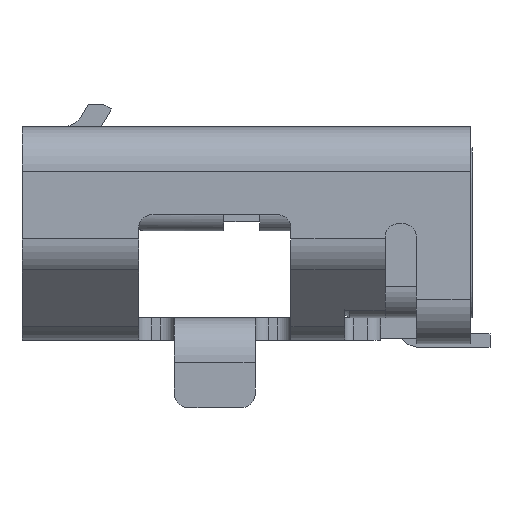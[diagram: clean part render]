
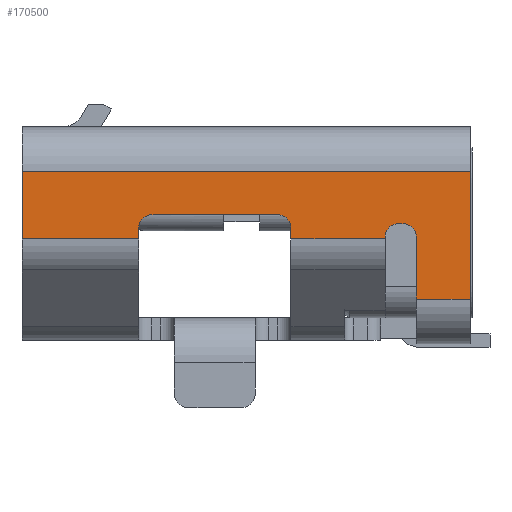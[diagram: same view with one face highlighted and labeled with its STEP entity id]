
A CAD part, left-side view. The second image highlights one B-rep face of the part: STEP entity #170500.
In plain terms, the highlighted planar face has unit normal (-1, 0, 0).
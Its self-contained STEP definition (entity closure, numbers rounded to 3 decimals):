
#164470=CARTESIAN_POINT('',(-3.7,-0.5,
-0.075));
#164480=VERTEX_POINT('',#164470);
#164510=CARTESIAN_POINT('',(-3.7,-0.5,
0.044));
#164520=DIRECTION('',(0.,0.,-1.));
#164530=VECTOR('',#164520,0.119);
#164540=LINE('',#164510,#164530);
#164550=CARTESIAN_POINT('',(-3.7,-0.5,
0.044));
#164560=VERTEX_POINT('',#164550);
#164570=EDGE_CURVE('',#164560,#164480,#164540,.T.);
#164750=CARTESIAN_POINT('',(-3.7,-0.65,
-0.075));
#164760=DIRECTION('',(1.,0.,0.));
#164770=DIRECTION('',(0.,0.,-1.));
#164780=AXIS2_PLACEMENT_3D('',#164750,#164760,#164770);
#164790=CIRCLE('',#164780,0.15);
#164800=CARTESIAN_POINT('',(-3.7,-0.65,-0.225)
);
#164810=VERTEX_POINT('',#164800);
#164820=EDGE_CURVE('',#164810,#164480,#164790,.T.);
#167120=CARTESIAN_POINT('',(-3.7,-3.5,-0.705))
;
#167130=VERTEX_POINT('',#167120);
#167160=CARTESIAN_POINT('',(-3.7,-3.5,-0.63));
#167170=DIRECTION('',(0.,0.,1.));
#167180=VECTOR('',#167170,1.);
#167190=LINE('',#167160,#167180);
#167200=CARTESIAN_POINT('',(-3.7,-3.5,
0.044));
#167210=VERTEX_POINT('',#167200);
#167220=EDGE_CURVE('',#167130,#167210,#167190,.T.);
#168360=CARTESIAN_POINT('',(-3.7,1.5,-0.705));
#168370=VERTEX_POINT('',#168360);
#168400=CARTESIAN_POINT('',(-3.7,-3.5,-0.705))
;
#168410=DIRECTION('',(0.,1.,0.));
#168420=VECTOR('',#168410,1.);
#168430=LINE('',#168400,#168420);
#168440=EDGE_CURVE('',#167130,#168370,#168430,.T.);
#169440=CARTESIAN_POINT('',(-3.7,-3.5,
0.044));
#169450=DIRECTION('',(1.,-0.,0.));
#169460=DIRECTION('',(0.,0.,-1.));
#169470=AXIS2_PLACEMENT_3D('',#169440,#169450,#169460);
#169480=PLANE('',#169470);
#169490=ORIENTED_EDGE('',*,*,#164820,.T.);
#169500=CARTESIAN_POINT('',(-3.7,-0.65,-0.225)
);
#169510=DIRECTION('',(0.,-1.,0.));
#169520=VECTOR('',#169510,1.4);
#169530=LINE('',#169500,#169520);
#169540=CARTESIAN_POINT('',(-3.7,-2.05,-0.225))
;
#169550=VERTEX_POINT('',#169540);
#169560=EDGE_CURVE('',#164810,#169550,#169530,.T.);
#169570=ORIENTED_EDGE('',*,*,#169560,.F.);
#169580=CARTESIAN_POINT('',(-3.7,-2.05,
-0.075));
#169590=DIRECTION('',(1.,0.,0.));
#169600=DIRECTION('',(0.,-1.,0.));
#169610=AXIS2_PLACEMENT_3D('',#169580,#169590,#169600);
#169620=CIRCLE('',#169610,0.15);
#169630=CARTESIAN_POINT('',(-3.7,-2.2,
-0.075));
#169640=VERTEX_POINT('',#169630);
#169650=EDGE_CURVE('',#169640,#169550,#169620,.T.);
#169660=ORIENTED_EDGE('',*,*,#169650,.T.);
#169670=CARTESIAN_POINT('',(-3.7,-2.2,
0.044));
#169680=DIRECTION('',(0.,0.,-1.));
#169690=VECTOR('',#169680,0.119);
#169700=LINE('',#169670,#169690);
#169710=CARTESIAN_POINT('',(-3.7,-2.2,
0.044));
#169720=VERTEX_POINT('',#169710);
#169730=EDGE_CURVE('',#169720,#169640,#169700,.T.);
#169740=ORIENTED_EDGE('',*,*,#169730,.T.);
#169750=CARTESIAN_POINT('',(-3.7,-3.5,
0.044));
#169760=DIRECTION('',(0.,1.,0.));
#169770=VECTOR('',#169760,1.);
#169780=LINE('',#169750,#169770);
#169790=EDGE_CURVE('',#167210,#169720,#169780,.T.);
#169800=ORIENTED_EDGE('',*,*,#169790,.T.);
#169810=ORIENTED_EDGE('',*,*,#167220,.T.);
#169820=ORIENTED_EDGE('',*,*,#168440,.F.);
#169830=CARTESIAN_POINT('',(-3.7,1.5,0.715));
#169840=DIRECTION('',(0.,0.,-1.));
#169850=VECTOR('',#169840,1.42);
#169860=LINE('',#169830,#169850);
#169870=CARTESIAN_POINT('',(-3.7,1.5,0.715));
#169880=VERTEX_POINT('',#169870);
#169890=EDGE_CURVE('',#169880,#168370,#169860,.T.);
#169900=ORIENTED_EDGE('',*,*,#169890,.T.);
#169910=CARTESIAN_POINT('',(-3.7,1.5,0.715));
#169920=DIRECTION('',(0.,-1.,0.));
#169930=VECTOR('',#169920,0.6);
#169940=LINE('',#169910,#169930);
#169950=CARTESIAN_POINT('',(-3.7,0.9,0.715));
#169960=VERTEX_POINT('',#169950);
#169970=EDGE_CURVE('',#169880,#169960,#169940,.T.);
#169980=ORIENTED_EDGE('',*,*,#169970,.F.);
#169990=CARTESIAN_POINT('',(-3.7,0.9,
0.025));
#170000=DIRECTION('',(0.,0.,1.));
#170010=VECTOR('',#170000,0.69);
#170020=LINE('',#169990,#170010);
#170030=CARTESIAN_POINT('',(-3.7,0.9,
0.025));
#170040=VERTEX_POINT('',#170030);
#170050=EDGE_CURVE('',#170040,#169960,#170020,.T.);
#170060=ORIENTED_EDGE('',*,*,#170050,.T.);
#170070=CARTESIAN_POINT('',(-3.7,0.75,
0.025));
#170080=DIRECTION('',(1.,0.,0.));
#170090=DIRECTION('',(0.,0.,-1.));
#170100=AXIS2_PLACEMENT_3D('',#170070,#170080,#170090);
#170110=CIRCLE('',#170100,0.15);
#170120=CARTESIAN_POINT('',(-3.7,0.75,-0.125))
;
#170130=VERTEX_POINT('',#170120);
#170140=EDGE_CURVE('',#170130,#170040,#170110,.T.);
#170150=ORIENTED_EDGE('',*,*,#170140,.T.);
#170160=CARTESIAN_POINT('',(-3.7,0.75,-0.125))
;
#170170=DIRECTION('',(0.,-1.,0.));
#170180=VECTOR('',#170170,0.05);
#170190=LINE('',#170160,#170180);
#170200=CARTESIAN_POINT('',(-3.7,0.7,-0.125))
;
#170210=VERTEX_POINT('',#170200);
#170220=EDGE_CURVE('',#170130,#170210,#170190,.T.);
#170230=ORIENTED_EDGE('',*,*,#170220,.F.);
#170240=CARTESIAN_POINT('',(-3.7,0.7,
0.025));
#170250=DIRECTION('',(1.,0.,0.));
#170260=DIRECTION('',(0.,-1.,0.));
#170270=AXIS2_PLACEMENT_3D('',#170240,#170250,#170260);
#170280=CIRCLE('',#170270,0.15);
#170290=CARTESIAN_POINT('',(-3.7,0.55,
0.025));
#170300=VERTEX_POINT('',#170290);
#170310=EDGE_CURVE('',#170300,#170210,#170280,.T.);
#170320=ORIENTED_EDGE('',*,*,#170310,.T.);
#170330=CARTESIAN_POINT('',(-3.7,0.55,
0.044));
#170340=DIRECTION('',(-0.,0.,-1.));
#170350=VECTOR('',#170340,0.019);
#170360=LINE('',#170330,#170350);
#170370=CARTESIAN_POINT('',(-3.7,0.55,
0.044));
#170380=VERTEX_POINT('',#170370);
#170390=EDGE_CURVE('',#170380,#170300,#170360,.T.);
#170400=ORIENTED_EDGE('',*,*,#170390,.T.);
#170410=CARTESIAN_POINT('',(-3.7,-3.5,
0.044));
#170420=DIRECTION('',(0.,1.,0.));
#170430=VECTOR('',#170420,1.);
#170440=LINE('',#170410,#170430);
#170450=EDGE_CURVE('',#164560,#170380,#170440,.T.);
#170460=ORIENTED_EDGE('',*,*,#170450,.T.);
#170470=ORIENTED_EDGE('',*,*,#164570,.F.);
#170480=EDGE_LOOP('',(#170470,#170460,#170400,#170320,#170230,#170150,
#170060,#169980,#169900,#169820,#169810,#169800,#169740,#169660,#169570,
#169490));
#170490=FACE_OUTER_BOUND('',#170480,.T.);
#170500=ADVANCED_FACE('',(#170490),#169480,.F.);
